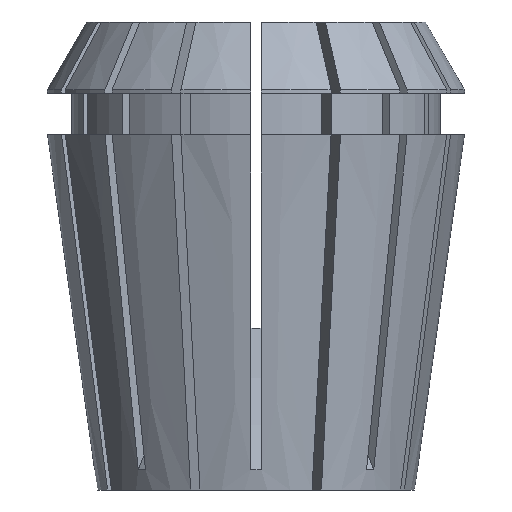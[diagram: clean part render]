
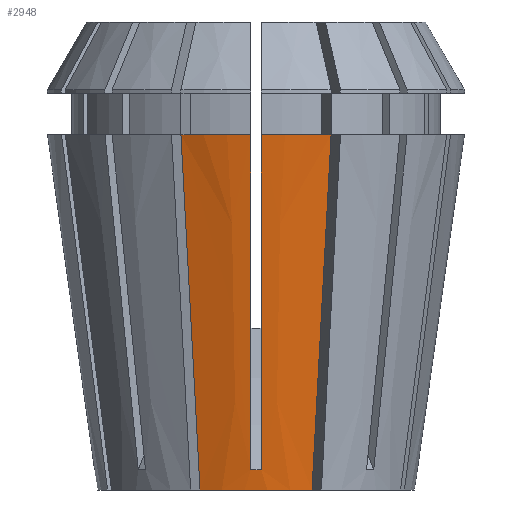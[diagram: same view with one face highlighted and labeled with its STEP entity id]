
A CAD part, left-side view. The second image highlights one B-rep face of the part: STEP entity #2948.
In plain terms, the highlighted conical face has half-angle 8 degrees and reference radius 15.595 mm.
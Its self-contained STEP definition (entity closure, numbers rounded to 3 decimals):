
#433 = CARTESIAN_POINT ( 'NONE',  ( -15.879, -0.167, 1.997 ) ) ;
#477 = CARTESIAN_POINT ( 'NONE',  ( -20.494, -0.5, 34.9 ) ) ;
#489 = DIRECTION ( 'NONE',  ( -1., 0., 0. ) ) ;
#516 = CARTESIAN_POINT ( 'NONE',  ( -20.15, 0.5, 32.452 ) ) ;
#749 = VERTEX_POINT ( 'NONE', #5938 ) ;
#877 = CARTESIAN_POINT ( 'NONE',  ( -17.615, 6.755, 23.267 ) ) ;
#927 = CARTESIAN_POINT ( 'NONE',  ( -16.191, -0.5, 4.29 ) ) ;
#954 = CARTESIAN_POINT ( 'NONE',  ( -20.15, -0.5, 32.452 ) ) ;
#1014 = EDGE_CURVE ( 'NONE', #1673, #5280, #1615, .T. ) ;
#1115 = DIRECTION ( 'NONE',  ( -1., 0., 0. ) ) ;
#1447 = CARTESIAN_POINT ( 'NONE',  ( -17.511, -0.5, 13.678 ) ) ;
#1494 = CARTESIAN_POINT ( 'NONE',  ( 0., 0., 0. ) ) ;
#1541 = B_SPLINE_CURVE_WITH_KNOTS ( 'NONE', 3,
 ( #3770, #877, #6264, #3748 ),
 .UNSPECIFIED., .F., .F.,
 ( 4, 4 ),
 ( 0., 0.035 ),
 .UNSPECIFIED. ) ;
#1588 = ORIENTED_EDGE ( 'NONE', *, *, #4796, .F. ) ;
#1615 = CIRCLE ( 'NONE', #5231, 20.5 ) ;
#1673 = VERTEX_POINT ( 'NONE', #2408 ) ;
#1724 = CARTESIAN_POINT ( 'NONE',  ( -17.615, -6.755, 23.267 ) ) ;
#1811 = EDGE_CURVE ( 'NONE', #4376, #2357, #3008, .T. ) ;
#1824 = EDGE_LOOP ( 'NONE', ( #1907, #3053, #6208, #1588, #2138, #5125, #4218, #6028 ) ) ;
#1907 = ORIENTED_EDGE ( 'NONE', *, *, #1014, .T. ) ;
#1945 = DIRECTION ( 'NONE',  ( 0., 0., -1. ) ) ;
#1950 = CARTESIAN_POINT ( 'NONE',  ( -20.38, 0.5, 34.084 ) ) ;
#1991 = B_SPLINE_CURVE_WITH_KNOTS ( 'NONE', 3,
 ( #3265, #5764, #433, #4321 ),
 .UNSPECIFIED., .F., .F.,
 ( 4, 4 ),
 ( 0., 0.001 ),
 .UNSPECIFIED. ) ;
#2016 = CARTESIAN_POINT ( 'NONE',  ( -20.265, 0.5, 33.268 ) ) ;
#2138 = ORIENTED_EDGE ( 'NONE', *, *, #5178, .T. ) ;
#2239 = EDGE_CURVE ( 'NONE', #2659, #2357, #1991, .T. ) ;
#2250 = EDGE_CURVE ( 'NONE', #5280, #749, #1541, .T. ) ;
#2283 = CARTESIAN_POINT ( 'NONE',  ( -15.87, 0.5, 2.01 ) ) ;
#2324 = CIRCLE ( 'NONE', #4892, 20.5 ) ;
#2357 = VERTEX_POINT ( 'NONE', #4830 ) ;
#2408 = CARTESIAN_POINT ( 'NONE',  ( -20.494, 0.5, 34.9 ) ) ;
#2472 = DIRECTION ( 'NONE',  ( 1., 0., 0. ) ) ;
#2482 = CIRCLE ( 'NONE', #4486, 15.595 ) ;
#2495 = CARTESIAN_POINT ( 'NONE',  ( 0., 0., 34.9 ) ) ;
#2574 = CARTESIAN_POINT ( 'NONE',  ( 0., 0., 34.9 ) ) ;
#2659 = VERTEX_POINT ( 'NONE', #2283 ) ;
#2663 = CARTESIAN_POINT ( 'NONE',  ( -19.126, -7.381, 34.9 ) ) ;
#2728 = CONICAL_SURFACE ( 'NONE', #6135, 15.595, 0.14 ) ;
#2870 = CARTESIAN_POINT ( 'NONE',  ( -18.83, -0.5, 23.065 ) ) ;
#2903 = CARTESIAN_POINT ( 'NONE',  ( -15.977, 0.5, 2.77 ) ) ;
#2921 = CARTESIAN_POINT ( 'NONE',  ( -18.83, 0.5, 23.065 ) ) ;
#2948 = ADVANCED_FACE ( 'NONE', ( #3251 ), #2728, .T. ) ;
#3008 = B_SPLINE_CURVE_WITH_KNOTS ( 'NONE', 3,
 ( #477, #5373, #4901, #954, #2870, #1447, #927, #3361, #5856, #3840 ),
 .UNSPECIFIED., .F., .F.,
 ( 4, 3, 3, 4 ),
 ( 0.076, 0.079, 0.107, 0.109 ),
 .UNSPECIFIED. ) ;
#3053 = ORIENTED_EDGE ( 'NONE', *, *, #2250, .T. ) ;
#3251 = FACE_OUTER_BOUND ( 'NONE', #1824, .T. ) ;
#3265 = CARTESIAN_POINT ( 'NONE',  ( -15.87, 0.5, 2.01 ) ) ;
#3324 = CARTESIAN_POINT ( 'NONE',  ( -20.494, -0.5, 34.9 ) ) ;
#3361 = CARTESIAN_POINT ( 'NONE',  ( -16.084, -0.5, 3.53 ) ) ;
#3415 = VERTEX_POINT ( 'NONE', #5474 ) ;
#3425 = CARTESIAN_POINT ( 'NONE',  ( -15.87, 0.5, 2.01 ) ) ;
#3435 = B_SPLINE_CURVE_WITH_KNOTS ( 'NONE', 3,
 ( #2663, #1724, #5124, #5199 ),
 .UNSPECIFIED., .F., .F.,
 ( 4, 4 ),
 ( 0., 0.035 ),
 .UNSPECIFIED. ) ;
#3571 = DIRECTION ( 'NONE',  ( 0., 0., -1. ) ) ;
#3748 = CARTESIAN_POINT ( 'NONE',  ( -14.592, 5.503, 0. ) ) ;
#3769 = B_SPLINE_CURVE_WITH_KNOTS ( 'NONE', 3,
 ( #5344, #1950, #2016, #516, #2921, #4344, #5321, #5804, #2903, #3425 ),
 .UNSPECIFIED., .F., .F.,
 ( 4, 3, 3, 4 ),
 ( 0.076, 0.079, 0.107, 0.109 ),
 .UNSPECIFIED. ) ;
#3770 = CARTESIAN_POINT ( 'NONE',  ( -19.126, 7.381, 34.9 ) ) ;
#3840 = CARTESIAN_POINT ( 'NONE',  ( -15.87, -0.5, 2.01 ) ) ;
#3983 = EDGE_CURVE ( 'NONE', #1673, #2659, #3769, .T. ) ;
#4168 = CARTESIAN_POINT ( 'NONE',  ( -14.592, -5.503, 0. ) ) ;
#4218 = ORIENTED_EDGE ( 'NONE', *, *, #2239, .F. ) ;
#4321 = CARTESIAN_POINT ( 'NONE',  ( -15.87, -0.5, 2.01 ) ) ;
#4344 = CARTESIAN_POINT ( 'NONE',  ( -17.511, 0.5, 13.678 ) ) ;
#4376 = VERTEX_POINT ( 'NONE', #3324 ) ;
#4486 = AXIS2_PLACEMENT_3D ( 'NONE', #4950, #5820, #5934 ) ;
#4611 = EDGE_CURVE ( 'NONE', #6182, #749, #2482, .T. ) ;
#4796 = EDGE_CURVE ( 'NONE', #3415, #6182, #3435, .T. ) ;
#4830 = CARTESIAN_POINT ( 'NONE',  ( -15.87, -0.5, 2.01 ) ) ;
#4883 = DIRECTION ( 'NONE',  ( 0., 0., 1. ) ) ;
#4892 = AXIS2_PLACEMENT_3D ( 'NONE', #2574, #3571, #1115 ) ;
#4901 = CARTESIAN_POINT ( 'NONE',  ( -20.265, -0.5, 33.268 ) ) ;
#4950 = CARTESIAN_POINT ( 'NONE',  ( 0., 0., 0. ) ) ;
#4988 = CARTESIAN_POINT ( 'NONE',  ( -19.126, 7.381, 34.9 ) ) ;
#5124 = CARTESIAN_POINT ( 'NONE',  ( -16.104, -6.129, 11.633 ) ) ;
#5125 = ORIENTED_EDGE ( 'NONE', *, *, #1811, .T. ) ;
#5178 = EDGE_CURVE ( 'NONE', #3415, #4376, #2324, .T. ) ;
#5199 = CARTESIAN_POINT ( 'NONE',  ( -14.592, -5.503, 0. ) ) ;
#5231 = AXIS2_PLACEMENT_3D ( 'NONE', #2495, #1945, #489 ) ;
#5280 = VERTEX_POINT ( 'NONE', #4988 ) ;
#5321 = CARTESIAN_POINT ( 'NONE',  ( -16.191, 0.5, 4.29 ) ) ;
#5344 = CARTESIAN_POINT ( 'NONE',  ( -20.494, 0.5, 34.9 ) ) ;
#5373 = CARTESIAN_POINT ( 'NONE',  ( -20.38, -0.5, 34.084 ) ) ;
#5474 = CARTESIAN_POINT ( 'NONE',  ( -19.126, -7.381, 34.9 ) ) ;
#5764 = CARTESIAN_POINT ( 'NONE',  ( -15.879, 0.167, 1.997 ) ) ;
#5804 = CARTESIAN_POINT ( 'NONE',  ( -16.084, 0.5, 3.53 ) ) ;
#5820 = DIRECTION ( 'NONE',  ( 0., 0., -1. ) ) ;
#5856 = CARTESIAN_POINT ( 'NONE',  ( -15.977, -0.5, 2.77 ) ) ;
#5934 = DIRECTION ( 'NONE',  ( -1., 0., 0. ) ) ;
#5938 = CARTESIAN_POINT ( 'NONE',  ( -14.592, 5.503, 0. ) ) ;
#6028 = ORIENTED_EDGE ( 'NONE', *, *, #3983, .F. ) ;
#6135 = AXIS2_PLACEMENT_3D ( 'NONE', #1494, #4883, #2472 ) ;
#6182 = VERTEX_POINT ( 'NONE', #4168 ) ;
#6208 = ORIENTED_EDGE ( 'NONE', *, *, #4611, .F. ) ;
#6264 = CARTESIAN_POINT ( 'NONE',  ( -16.104, 6.129, 11.633 ) ) ;
